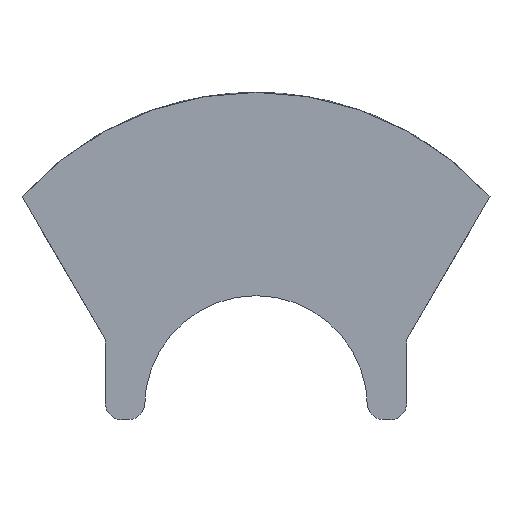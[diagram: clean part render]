
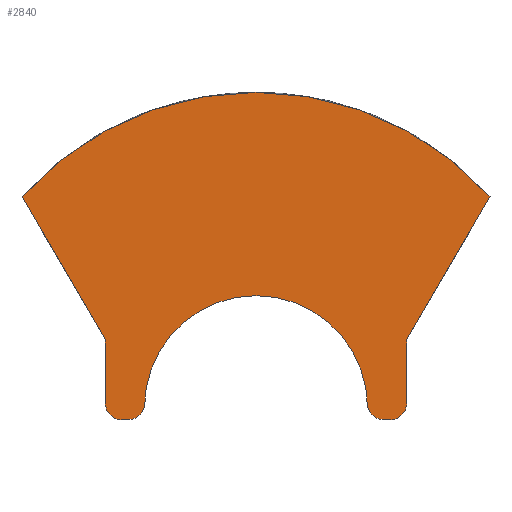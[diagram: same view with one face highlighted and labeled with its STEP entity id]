
A CAD part, front view. The second image highlights one B-rep face of the part: STEP entity #2840.
In plain terms, the highlighted planar face has unit normal (0, -1, 0).
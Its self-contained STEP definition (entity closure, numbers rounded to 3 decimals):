
#56=CIRCLE('',#2999,62.725);
#57=CIRCLE('',#3002,22.211);
#59=CIRCLE('',#3006,3.175);
#61=CIRCLE('',#3010,3.175);
#63=CIRCLE('',#3017,3.175);
#65=CIRCLE('',#3021,3.175);
#233=FACE_OUTER_BOUND('',#415,.T.);
#415=EDGE_LOOP('',(#2526,#2527,#2528,#2529,#2530,#2531,#2532,#2533,#2534,
#2535,#2536,#2537,#2538,#2539));
#746=LINE('',#4472,#1104);
#751=LINE('',#4486,#1109);
#755=LINE('',#4498,#1113);
#759=LINE('',#4510,#1117);
#762=LINE('',#4515,#1120);
#764=LINE('',#4519,#1122);
#767=LINE('',#4525,#1125);
#771=LINE('',#4537,#1129);
#1104=VECTOR('',#3673,10.);
#1109=VECTOR('',#3686,10.);
#1113=VECTOR('',#3698,10.);
#1117=VECTOR('',#3710,10.);
#1120=VECTOR('',#3715,10.);
#1122=VECTOR('',#3719,10.);
#1125=VECTOR('',#3724,10.);
#1129=VECTOR('',#3736,10.);
#1362=VERTEX_POINT('',#4464);
#1363=VERTEX_POINT('',#4466);
#1364=VERTEX_POINT('',#4470);
#1365=VERTEX_POINT('',#4471);
#1368=VERTEX_POINT('',#4479);
#1370=VERTEX_POINT('',#4485);
#1372=VERTEX_POINT('',#4491);
#1374=VERTEX_POINT('',#4497);
#1376=VERTEX_POINT('',#4503);
#1378=VERTEX_POINT('',#4509);
#1380=VERTEX_POINT('',#4518);
#1382=VERTEX_POINT('',#4524);
#1384=VERTEX_POINT('',#4530);
#1386=VERTEX_POINT('',#4536);
#1732=EDGE_CURVE('',#1362,#1363,#56,.T.);
#1734=EDGE_CURVE('',#1364,#1365,#746,.T.);
#1738=EDGE_CURVE('',#1364,#1368,#57,.T.);
#1741=EDGE_CURVE('',#1368,#1370,#751,.T.);
#1744=EDGE_CURVE('',#1372,#1370,#59,.T.);
#1747=EDGE_CURVE('',#1372,#1374,#755,.T.);
#1750=EDGE_CURVE('',#1376,#1374,#61,.T.);
#1753=EDGE_CURVE('',#1376,#1378,#759,.T.);
#1756=EDGE_CURVE('',#1378,#1363,#762,.T.);
#1758=EDGE_CURVE('',#1380,#1362,#764,.T.);
#1761=EDGE_CURVE('',#1382,#1380,#767,.T.);
#1764=EDGE_CURVE('',#1384,#1382,#63,.T.);
#1767=EDGE_CURVE('',#1386,#1384,#771,.T.);
#1770=EDGE_CURVE('',#1365,#1386,#65,.T.);
#2526=ORIENTED_EDGE('',*,*,#1770,.F.);
#2527=ORIENTED_EDGE('',*,*,#1734,.F.);
#2528=ORIENTED_EDGE('',*,*,#1738,.T.);
#2529=ORIENTED_EDGE('',*,*,#1741,.T.);
#2530=ORIENTED_EDGE('',*,*,#1744,.F.);
#2531=ORIENTED_EDGE('',*,*,#1747,.T.);
#2532=ORIENTED_EDGE('',*,*,#1750,.F.);
#2533=ORIENTED_EDGE('',*,*,#1753,.T.);
#2534=ORIENTED_EDGE('',*,*,#1756,.T.);
#2535=ORIENTED_EDGE('',*,*,#1732,.F.);
#2536=ORIENTED_EDGE('',*,*,#1758,.F.);
#2537=ORIENTED_EDGE('',*,*,#1761,.F.);
#2538=ORIENTED_EDGE('',*,*,#1764,.F.);
#2539=ORIENTED_EDGE('',*,*,#1767,.F.);
#2684=PLANE('',#3024);
#2840=ADVANCED_FACE('',(#233),#2684,.F.);
#2999=AXIS2_PLACEMENT_3D('',#4467,#3668,#3669);
#3002=AXIS2_PLACEMENT_3D('',#4480,#3679,#3680);
#3006=AXIS2_PLACEMENT_3D('',#4492,#3691,#3692);
#3010=AXIS2_PLACEMENT_3D('',#4504,#3703,#3704);
#3017=AXIS2_PLACEMENT_3D('',#4531,#3729,#3730);
#3021=AXIS2_PLACEMENT_3D('',#4542,#3741,#3742);
#3024=AXIS2_PLACEMENT_3D('',#4545,#3747,#3748);
#3668=DIRECTION('center_axis',(0.,1.,0.));
#3669=DIRECTION('ref_axis',(-0.743,0.,0.669));
#3673=DIRECTION('',(-0.503,0.,0.864));
#3679=DIRECTION('center_axis',(0.,1.,0.));
#3680=DIRECTION('ref_axis',(-1.,0.,0.));
#3686=DIRECTION('',(0.503,0.,0.864));
#3691=DIRECTION('center_axis',(0.,1.,0.));
#3692=DIRECTION('ref_axis',(0.,0.,-1.));
#3698=DIRECTION('',(1.,0.,0.));
#3703=DIRECTION('center_axis',(0.,1.,0.));
#3704=DIRECTION('ref_axis',(1.,0.,0.));
#3710=DIRECTION('',(0.,0.,1.));
#3715=DIRECTION('',(0.503,0.,0.864));
#3719=DIRECTION('',(-0.503,0.,0.864));
#3724=DIRECTION('',(0.,0.,1.));
#3729=DIRECTION('center_axis',(0.,1.,0.));
#3730=DIRECTION('ref_axis',(0.,0.,-1.));
#3736=DIRECTION('',(-1.,0.,0.));
#3741=DIRECTION('center_axis',(0.,1.,0.));
#3742=DIRECTION('ref_axis',(1.,0.,0.));
#3747=DIRECTION('center_axis',(0.,1.,0.));
#3748=DIRECTION('ref_axis',(1.,0.,0.));
#4464=CARTESIAN_POINT('',(-46.619,0.,41.965));
#4466=CARTESIAN_POINT('',(46.619,0.,41.965));
#4467=CARTESIAN_POINT('Origin',(0.,0.,0.));
#4470=CARTESIAN_POINT('',(-22.211,0.,0.));
#4471=CARTESIAN_POINT('',(-22.267,0.,0.097));
#4472=CARTESIAN_POINT('',(-22.211,0.,0.));
#4479=CARTESIAN_POINT('',(22.211,0.,0.));
#4480=CARTESIAN_POINT('Origin',(0.,0.,0.));
#4485=CARTESIAN_POINT('',(22.267,0.,0.097));
#4486=CARTESIAN_POINT('',(22.211,0.,0.));
#4491=CARTESIAN_POINT('',(25.386,0.,-2.483));
#4492=CARTESIAN_POINT('Origin',(25.386,0.,0.692));
#4497=CARTESIAN_POINT('',(26.825,0.,-2.483));
#4498=CARTESIAN_POINT('',(25.386,0.,-2.483));
#4503=CARTESIAN_POINT('',(30.,0.,0.692));
#4504=CARTESIAN_POINT('Origin',(26.825,0.,0.692));
#4509=CARTESIAN_POINT('',(30.,0.,13.392));
#4510=CARTESIAN_POINT('',(30.,0.,0.692));
#4515=CARTESIAN_POINT('',(39.808,0.,30.254));
#4518=CARTESIAN_POINT('',(-30.,0.,13.392));
#4519=CARTESIAN_POINT('',(-30.,0.,13.392));
#4524=CARTESIAN_POINT('',(-30.,0.,0.692));
#4525=CARTESIAN_POINT('',(-30.,0.,0.692));
#4530=CARTESIAN_POINT('',(-26.825,0.,-2.483));
#4531=CARTESIAN_POINT('Origin',(-26.825,0.,0.692));
#4536=CARTESIAN_POINT('',(-25.386,0.,-2.483));
#4537=CARTESIAN_POINT('',(-25.386,0.,-2.483));
#4542=CARTESIAN_POINT('Origin',(-25.386,0.,0.692));
#4545=CARTESIAN_POINT('Origin',(0.,0.,0.));
